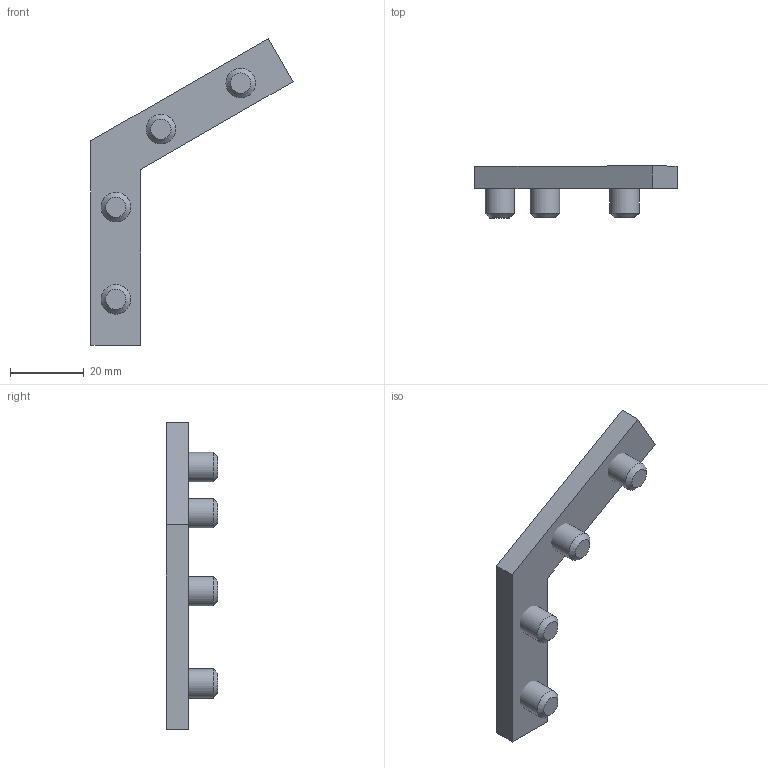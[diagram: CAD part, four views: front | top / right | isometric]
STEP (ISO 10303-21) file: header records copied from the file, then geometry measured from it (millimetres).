
FILE_DESCRIPTION(('STEP AP203'),'1');
FILE_NAME('FIXE08N1012.stp','2023-10-23T12:44:35',(' '),(' '),'Spatial InterOp 3D',' ',' ');
FILE_SCHEMA(('CONFIG_CONTROL_DESIGN'));
Length unit declared in the file: millimetre
Products named in the file (3): barrette de liaison d'angle avec vis; Vis HC - M8 × 14; Barette de liaison d'angle
Assembly tree (4 placements, depth 2):
  barrette de liaison d'angle avec vis
    Vis HC - M8 × 14  x4
  Barette de liaison d'angle
Bounding box: 54.81 x 14 x 83.25 mm (x, y, z)
Volume: 9898.8 mm3; surface area: 6381 mm2
Topology: 5 solids, 5 shells, 60 faces, 138 edges, 88 vertices
Faces by surface type: plane 40, cone 12, cylinder 8
Full cylindrical faces by diameter (mm): 6.8 x4, 8 x4
Entity records: 1492 total; most frequent: CARTESIAN_POINT 161, DIRECTION 114, PROPERTY_DEFINITION_REPRESENTATION 104, GENERAL_PROPERTY_ASSOCIATION 104, PROPERTY_DEFINITION 104, REPRESENTATION 104, GENERAL_PROPERTY 104, DESCRIPTIVE_REPRESENTATION_ITEM 104
